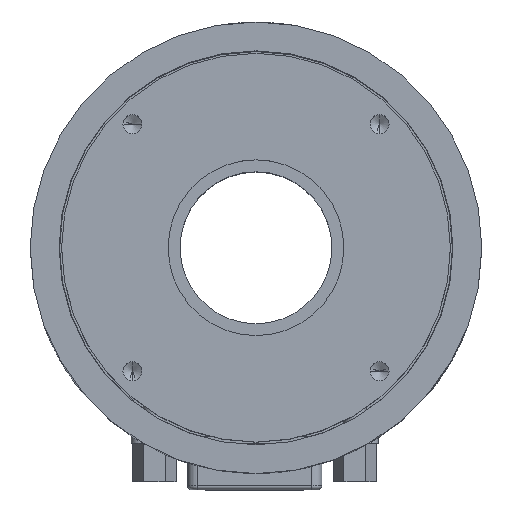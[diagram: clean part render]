
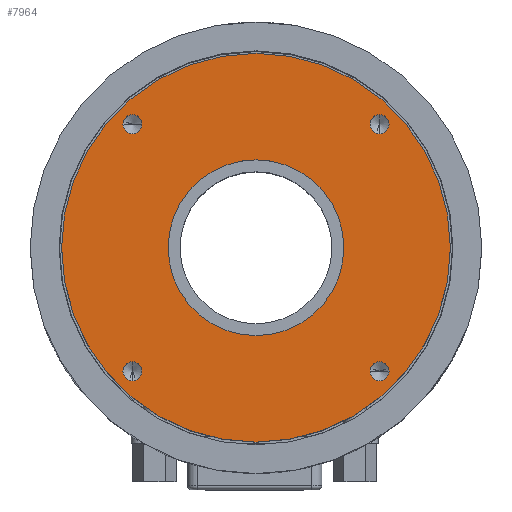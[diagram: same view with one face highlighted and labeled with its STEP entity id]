
A CAD part, top view. The second image highlights one B-rep face of the part: STEP entity #7964.
In plain terms, the highlighted planar face has unit normal (0, 0, 1).
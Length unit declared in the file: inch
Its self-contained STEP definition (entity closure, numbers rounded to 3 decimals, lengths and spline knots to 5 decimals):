
#812=CARTESIAN_POINT('',(0.96,0.0,1.0));
#813=VERTEX_POINT('',#812);
#829=CARTESIAN_POINT('',(-0.96,0.,1.0));
#830=VERTEX_POINT('',#829);
#837=CARTESIAN_POINT('',(0.0,0.0,1.0));
#838=DIRECTION('',(0.0,0.0,-1.0));
#839=DIRECTION('',(1.0,0.0,0.0));
#840=AXIS2_PLACEMENT_3D('',#837,#838,#839);
#841=CIRCLE('',#840,0.96);
#842=EDGE_CURVE('',#830,#813,#841,.T.);
#852=CARTESIAN_POINT('',(0.434,0.0,1.0));
#853=VERTEX_POINT('',#852);
#862=CARTESIAN_POINT('',(-0.434,0.,1.0));
#863=VERTEX_POINT('',#862);
#864=CARTESIAN_POINT('',(0.0,0.0,1.0));
#865=DIRECTION('',(0.0,0.0,-1.0));
#866=DIRECTION('',(1.0,0.0,0.0));
#867=AXIS2_PLACEMENT_3D('',#864,#865,#866);
#868=CIRCLE('',#867,0.434);
#869=EDGE_CURVE('',#863,#853,#868,.T.);
#978=CARTESIAN_POINT('',(0.65685,-0.6099,1.0));
#979=VERTEX_POINT('',#978);
#988=CARTESIAN_POINT('',(0.56295,-0.6099,1.0));
#989=VERTEX_POINT('',#988);
#990=CARTESIAN_POINT('',(0.6099,-0.6099,1.0));
#991=DIRECTION('',(0.0,0.0,-1.0));
#992=DIRECTION('',(1.0,0.0,0.0));
#993=AXIS2_PLACEMENT_3D('',#990,#991,#992);
#994=CIRCLE('',#993,0.04695);
#995=EDGE_CURVE('',#989,#979,#994,.T.);
#1369=CARTESIAN_POINT('',(-0.6099,-0.65685,1.0));
#1370=VERTEX_POINT('',#1369);
#1379=CARTESIAN_POINT('',(-0.6099,-0.56295,1.0));
#1380=VERTEX_POINT('',#1379);
#1381=CARTESIAN_POINT('',(-0.6099,-0.6099,1.0));
#1382=DIRECTION('',(0.0,0.0,-1.0));
#1383=DIRECTION('',(0.0,-1.0,0.0));
#1384=AXIS2_PLACEMENT_3D('',#1381,#1382,#1383);
#1385=CIRCLE('',#1384,0.04695);
#1386=EDGE_CURVE('',#1380,#1370,#1385,.T.);
#1499=CARTESIAN_POINT('',(-0.65685,0.6099,1.0));
#1500=VERTEX_POINT('',#1499);
#1509=CARTESIAN_POINT('',(-0.56295,0.6099,1.0));
#1510=VERTEX_POINT('',#1509);
#1511=CARTESIAN_POINT('',(-0.6099,0.6099,1.0));
#1512=DIRECTION('',(0.0,0.0,-1.0));
#1513=DIRECTION('',(-1.0,0.0,0.0));
#1514=AXIS2_PLACEMENT_3D('',#1511,#1512,#1513);
#1515=CIRCLE('',#1514,0.04695);
#1516=EDGE_CURVE('',#1510,#1500,#1515,.T.);
#1629=CARTESIAN_POINT('',(0.6099,0.65685,1.0));
#1630=VERTEX_POINT('',#1629);
#1639=CARTESIAN_POINT('',(0.6099,0.56295,1.0));
#1640=VERTEX_POINT('',#1639);
#1641=CARTESIAN_POINT('',(0.6099,0.6099,1.0));
#1642=DIRECTION('',(0.0,0.0,-1.0));
#1643=DIRECTION('',(0.0,1.0,0.0));
#1644=AXIS2_PLACEMENT_3D('',#1641,#1642,#1643);
#1645=CIRCLE('',#1644,0.04695);
#1646=EDGE_CURVE('',#1640,#1630,#1645,.T.);
#7270=CARTESIAN_POINT('',(0.6099,0.6099,1.0));
#7271=DIRECTION('',(0.0,0.0,-1.0));
#7272=DIRECTION('',(0.0,1.0,0.0));
#7273=AXIS2_PLACEMENT_3D('',#7270,#7271,#7272);
#7274=CIRCLE('',#7273,0.04695);
#7275=EDGE_CURVE('',#1630,#1640,#7274,.T.);
#7340=CARTESIAN_POINT('',(-0.6099,0.6099,1.0));
#7341=DIRECTION('',(0.0,0.0,-1.0));
#7342=DIRECTION('',(-1.0,0.0,0.0));
#7343=AXIS2_PLACEMENT_3D('',#7340,#7341,#7342);
#7344=CIRCLE('',#7343,0.04695);
#7345=EDGE_CURVE('',#1500,#1510,#7344,.T.);
#7410=CARTESIAN_POINT('',(-0.6099,-0.6099,1.0));
#7411=DIRECTION('',(0.0,0.0,-1.0));
#7412=DIRECTION('',(0.0,-1.0,0.0));
#7413=AXIS2_PLACEMENT_3D('',#7410,#7411,#7412);
#7414=CIRCLE('',#7413,0.04695);
#7415=EDGE_CURVE('',#1370,#1380,#7414,.T.);
#7699=CARTESIAN_POINT('',(0.6099,-0.6099,1.0));
#7700=DIRECTION('',(0.0,0.0,-1.0));
#7701=DIRECTION('',(1.0,0.0,0.0));
#7702=AXIS2_PLACEMENT_3D('',#7699,#7700,#7701);
#7703=CIRCLE('',#7702,0.04695);
#7704=EDGE_CURVE('',#979,#989,#7703,.T.);
#7785=CARTESIAN_POINT('',(0.0,0.0,1.0));
#7786=DIRECTION('',(0.0,0.0,-1.0));
#7787=DIRECTION('',(1.0,0.0,0.0));
#7788=AXIS2_PLACEMENT_3D('',#7785,#7786,#7787);
#7789=CIRCLE('',#7788,0.434);
#7790=EDGE_CURVE('',#853,#863,#7789,.T.);
#7815=CARTESIAN_POINT('',(0.0,0.0,1.0));
#7816=DIRECTION('',(0.0,0.0,-1.0));
#7817=DIRECTION('',(1.0,0.0,0.0));
#7818=AXIS2_PLACEMENT_3D('',#7815,#7816,#7817);
#7819=CIRCLE('',#7818,0.96);
#7820=EDGE_CURVE('',#813,#830,#7819,.T.);
#7935=CARTESIAN_POINT('',(0.425,0.0,1.0));
#7936=DIRECTION('',(0.0,0.0,1.0));
#7937=DIRECTION('',(1.0,0.0,0.0));
#7938=AXIS2_PLACEMENT_3D('',#7935,#7936,#7937);
#7939=PLANE('',#7938);
#7940=ORIENTED_EDGE('',*,*,#7820,.F.);
#7941=ORIENTED_EDGE('',*,*,#842,.F.);
#7942=EDGE_LOOP('',(#7940,#7941));
#7943=FACE_OUTER_BOUND('',#7942,.T.);
#7944=ORIENTED_EDGE('',*,*,#7275,.T.);
#7945=ORIENTED_EDGE('',*,*,#1646,.T.);
#7946=EDGE_LOOP('',(#7944,#7945));
#7947=FACE_BOUND('',#7946,.T.);
#7948=ORIENTED_EDGE('',*,*,#7345,.T.);
#7949=ORIENTED_EDGE('',*,*,#1516,.T.);
#7950=EDGE_LOOP('',(#7948,#7949));
#7951=FACE_BOUND('',#7950,.T.);
#7952=ORIENTED_EDGE('',*,*,#7415,.T.);
#7953=ORIENTED_EDGE('',*,*,#1386,.T.);
#7954=EDGE_LOOP('',(#7952,#7953));
#7955=FACE_BOUND('',#7954,.T.);
#7956=ORIENTED_EDGE('',*,*,#7704,.T.);
#7957=ORIENTED_EDGE('',*,*,#995,.T.);
#7958=EDGE_LOOP('',(#7956,#7957));
#7959=FACE_BOUND('',#7958,.T.);
#7960=ORIENTED_EDGE('',*,*,#7790,.T.);
#7961=ORIENTED_EDGE('',*,*,#869,.T.);
#7962=EDGE_LOOP('',(#7960,#7961));
#7963=FACE_BOUND('',#7962,.T.);
#7964=ADVANCED_FACE('',(#7943,#7947,#7951,#7955,#7959,#7963),#7939,.T.);
